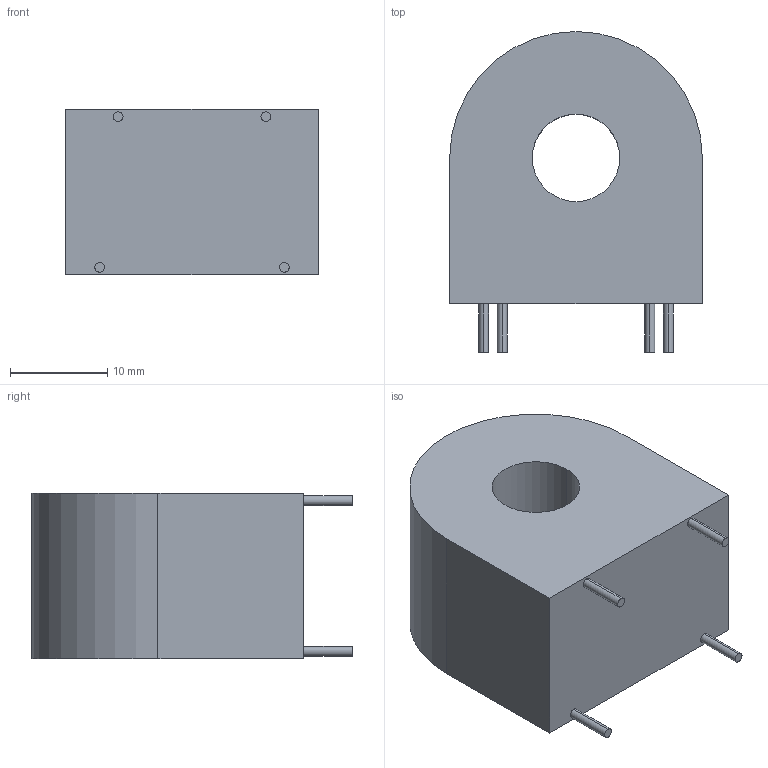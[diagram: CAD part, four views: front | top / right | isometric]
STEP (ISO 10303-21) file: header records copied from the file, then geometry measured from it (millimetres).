
FILE_DESCRIPTION (( 'STEP AP203' ), '1' );
FILE_NAME ('CR8349.STEP', '2022-08-01T22:11:10', ( '' ), ( '' ), 'SwSTEP 2.0', 'SolidWorks 2022', '' );
FILE_SCHEMA (( 'CONFIG_CONTROL_DESIGN' ));
Length unit declared in the file: millimetre
Products named in the file (1): CR8349
Bounding box: 26 x 33 x 17 mm (x, y, z)
Volume: 10077.1 mm3; surface area: 3373.5 mm2
Topology: 1 solids, 1 shells, 20 faces, 42 edges, 28 vertices
Faces by surface type: cylinder 11, plane 9
Entity records: 629 total; most frequent: DIRECTION 106, CARTESIAN_POINT 91, ORIENTED_EDGE 84, AXIS2_PLACEMENT_3D 43, EDGE_CURVE 42, VERTEX_POINT 28, EDGE_LOOP 26, CIRCLE 22
